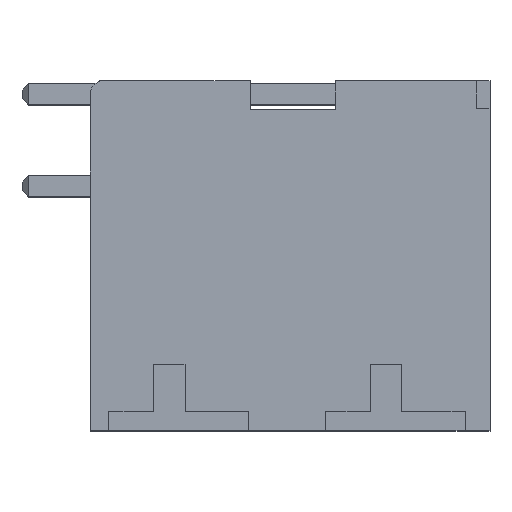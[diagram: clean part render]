
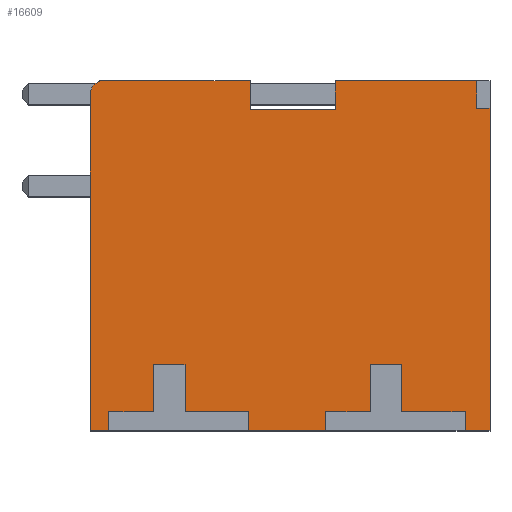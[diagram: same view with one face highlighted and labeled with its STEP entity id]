
A CAD part, top view. The second image highlights one B-rep face of the part: STEP entity #16609.
In plain terms, the highlighted planar face has unit normal (0, 0, 1).
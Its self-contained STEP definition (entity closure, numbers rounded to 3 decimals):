
#4138=DIRECTION('',(-1.,0.,0.));
#4139=VECTOR('',#4138,5.39);
#4140=CARTESIAN_POINT('',(11.703,13.3,33.7));
#4141=LINE('',#4140,#4139);
#4198=DIRECTION('',(0.,-1.,0.));
#4199=VECTOR('',#4198,1.092);
#4200=CARTESIAN_POINT('',(6.313,13.3,33.7));
#4201=LINE('',#4200,#4199);
#4262=DIRECTION('',(0.,1.,0.));
#4263=VECTOR('',#4262,1.092);
#4264=CARTESIAN_POINT('',(3.074,12.208,33.7));
#4265=LINE('',#4264,#4263);
#4398=DIRECTION('',(-1.,0.,0.));
#4399=VECTOR('',#4398,5.716);
#4400=CARTESIAN_POINT('',(3.074,13.3,33.7));
#4401=LINE('',#4400,#4399);
#4522=DIRECTION('',(0.,-1.,0.));
#4523=VECTOR('',#4522,0.02);
#4524=CARTESIAN_POINT('',(-2.641,13.3,33.7));
#4525=LINE('',#4524,#4523);
#5656=DIRECTION('',(-1.,0.,0.));
#5657=VECTOR('',#5656,3.238);
#5658=CARTESIAN_POINT('',(6.313,12.208,33.7));
#5659=LINE('',#5658,#5657);
#5660=DIRECTION('',(0.,1.,0.));
#5661=VECTOR('',#5660,0.7);
#5662=CARTESIAN_POINT('',(11.25,0.,33.7));
#5663=LINE('',#5662,#5661);
#5664=DIRECTION('',(1.,0.,0.));
#5665=VECTOR('',#5664,2.4);
#5666=CARTESIAN_POINT('',(8.85,0.7,33.7));
#5667=LINE('',#5666,#5665);
#5668=DIRECTION('',(0.,-1.,0.));
#5669=VECTOR('',#5668,1.8);
#5670=CARTESIAN_POINT('',(8.85,2.5,33.7));
#5671=LINE('',#5670,#5669);
#5672=DIRECTION('',(1.,0.,0.));
#5673=VECTOR('',#5672,1.2);
#5674=CARTESIAN_POINT('',(7.65,2.5,33.7));
#5675=LINE('',#5674,#5673);
#5676=DIRECTION('',(0.,1.,0.));
#5677=VECTOR('',#5676,1.8);
#5678=CARTESIAN_POINT('',(7.65,0.7,33.7));
#5679=LINE('',#5678,#5677);
#5680=DIRECTION('',(1.,0.,0.));
#5681=VECTOR('',#5680,1.7);
#5682=CARTESIAN_POINT('',(5.95,0.7,33.7));
#5683=LINE('',#5682,#5681);
#5684=DIRECTION('',(0.,1.,0.));
#5685=VECTOR('',#5684,0.7);
#5686=CARTESIAN_POINT('',(5.95,0.,33.7));
#5687=LINE('',#5686,#5685);
#5688=DIRECTION('',(-1.,0.,0.));
#5689=VECTOR('',#5688,2.95);
#5690=CARTESIAN_POINT('',(5.95,0.,33.7));
#5691=LINE('',#5690,#5689);
#5692=DIRECTION('',(0.,1.,0.));
#5693=VECTOR('',#5692,0.7);
#5694=CARTESIAN_POINT('',(3.,0.,33.7));
#5695=LINE('',#5694,#5693);
#5696=DIRECTION('',(1.,0.,0.));
#5697=VECTOR('',#5696,2.4);
#5698=CARTESIAN_POINT('',(0.6,0.7,33.7));
#5699=LINE('',#5698,#5697);
#5700=DIRECTION('',(0.,-1.,0.));
#5701=VECTOR('',#5700,1.8);
#5702=CARTESIAN_POINT('',(0.6,2.5,33.7));
#5703=LINE('',#5702,#5701);
#5704=DIRECTION('',(1.,0.,0.));
#5705=VECTOR('',#5704,1.2);
#5706=CARTESIAN_POINT('',(-0.6,2.5,33.7));
#5707=LINE('',#5706,#5705);
#5708=DIRECTION('',(0.,1.,0.));
#5709=VECTOR('',#5708,1.8);
#5710=CARTESIAN_POINT('',(-0.6,0.7,33.7));
#5711=LINE('',#5710,#5709);
#5712=DIRECTION('',(1.,0.,0.));
#5713=VECTOR('',#5712,1.7);
#5714=CARTESIAN_POINT('',(-2.3,0.7,33.7));
#5715=LINE('',#5714,#5713);
#5716=DIRECTION('',(0.,1.,0.));
#5717=VECTOR('',#5716,0.7);
#5718=CARTESIAN_POINT('',(-2.3,0.,33.7));
#5719=LINE('',#5718,#5717);
#5720=DIRECTION('',(-1.,0.,0.));
#5721=VECTOR('',#5720,0.7);
#5722=CARTESIAN_POINT('',(-2.3,0.,33.7));
#5723=LINE('',#5722,#5721);
#5724=DIRECTION('',(0.,1.,0.));
#5725=VECTOR('',#5724,12.8);
#5726=CARTESIAN_POINT('',(-3.,0.,33.7));
#5727=LINE('',#5726,#5725);
#5728=CARTESIAN_POINT('',(-2.5,12.8,33.7));
#5729=DIRECTION('',(0.,0.,-1.));
#5730=DIRECTION('',(-1.,0.,0.));
#5731=AXIS2_PLACEMENT_3D('',#5728,#5729,#5730);
#5733=DIRECTION('',(0.,-1.,0.));
#5734=VECTOR('',#5733,12.25);
#5735=CARTESIAN_POINT('',(12.2,12.25,33.7));
#5736=LINE('',#5735,#5734);
#5737=DIRECTION('',(-1.,0.,0.));
#5738=VECTOR('',#5737,0.95);
#5739=CARTESIAN_POINT('',(12.2,0.,33.7));
#5740=LINE('',#5739,#5738);
#5900=DIRECTION('',(0.,1.,0.));
#5901=VECTOR('',#5900,1.05);
#5902=CARTESIAN_POINT('',(11.703,12.25,33.7));
#5903=LINE('',#5902,#5901);
#5916=DIRECTION('',(-1.,0.,0.));
#5917=VECTOR('',#5916,0.497);
#5918=CARTESIAN_POINT('',(12.2,12.25,33.7));
#5919=LINE('',#5918,#5917);
#6238=CARTESIAN_POINT('',(-3.,0.,33.7));
#6239=VERTEX_POINT('',#6238);
#6320=CARTESIAN_POINT('',(12.2,12.25,33.7));
#6321=CARTESIAN_POINT('',(12.2,0.,33.7));
#6322=VERTEX_POINT('',#6320);
#6323=VERTEX_POINT('',#6321);
#6330=CARTESIAN_POINT('',(11.703,13.3,33.7));
#6331=VERTEX_POINT('',#6330);
#6332=CARTESIAN_POINT('',(6.313,13.3,33.7));
#6333=VERTEX_POINT('',#6332);
#6334=CARTESIAN_POINT('',(6.313,12.208,33.7));
#6335=VERTEX_POINT('',#6334);
#6344=CARTESIAN_POINT('',(3.074,12.208,33.7));
#6345=CARTESIAN_POINT('',(3.074,13.3,33.7));
#6346=VERTEX_POINT('',#6344);
#6347=VERTEX_POINT('',#6345);
#6356=CARTESIAN_POINT('',(-2.641,13.3,33.7));
#6357=VERTEX_POINT('',#6356);
#6358=CARTESIAN_POINT('',(-2.641,13.28,33.7));
#6359=VERTEX_POINT('',#6358);
#6388=CARTESIAN_POINT('',(-3.,12.8,33.7));
#6389=VERTEX_POINT('',#6388);
#6390=CARTESIAN_POINT('',(11.703,12.25,33.7));
#6391=VERTEX_POINT('',#6390);
#6634=CARTESIAN_POINT('',(11.25,0.7,33.7));
#6635=VERTEX_POINT('',#6634);
#6636=CARTESIAN_POINT('',(11.25,0.,33.7));
#6637=VERTEX_POINT('',#6636);
#6638=CARTESIAN_POINT('',(5.95,0.,33.7));
#6639=VERTEX_POINT('',#6638);
#6640=CARTESIAN_POINT('',(5.95,0.7,33.7));
#6641=VERTEX_POINT('',#6640);
#6642=CARTESIAN_POINT('',(7.65,0.7,33.7));
#6643=VERTEX_POINT('',#6642);
#6644=CARTESIAN_POINT('',(7.65,2.5,33.7));
#6645=VERTEX_POINT('',#6644);
#6646=CARTESIAN_POINT('',(8.85,2.5,33.7));
#6647=VERTEX_POINT('',#6646);
#6648=CARTESIAN_POINT('',(8.85,0.7,33.7));
#6649=VERTEX_POINT('',#6648);
#6650=CARTESIAN_POINT('',(3.,0.,33.7));
#6651=VERTEX_POINT('',#6650);
#6652=CARTESIAN_POINT('',(-2.3,0.,33.7));
#6653=VERTEX_POINT('',#6652);
#6654=CARTESIAN_POINT('',(-2.3,0.7,33.7));
#6655=VERTEX_POINT('',#6654);
#6656=CARTESIAN_POINT('',(-0.6,0.7,33.7));
#6657=VERTEX_POINT('',#6656);
#6658=CARTESIAN_POINT('',(-0.6,2.5,33.7));
#6659=VERTEX_POINT('',#6658);
#6660=CARTESIAN_POINT('',(0.6,2.5,33.7));
#6661=VERTEX_POINT('',#6660);
#6662=CARTESIAN_POINT('',(0.6,0.7,33.7));
#6663=VERTEX_POINT('',#6662);
#6664=CARTESIAN_POINT('',(3.,0.7,33.7));
#6665=VERTEX_POINT('',#6664);
#16556=CARTESIAN_POINT('',(0.,0.,33.7));
#16557=DIRECTION('',(0.,0.,1.));
#16558=DIRECTION('',(1.,0.,0.));
#16559=AXIS2_PLACEMENT_3D('',#16556,#16557,#16558);
#16560=PLANE('',#16559);
#16562=ORIENTED_EDGE('',*,*,#16561,.T.);
#16564=ORIENTED_EDGE('',*,*,#16563,.F.);
#16566=ORIENTED_EDGE('',*,*,#16565,.F.);
#16568=ORIENTED_EDGE('',*,*,#16567,.F.);
#16570=ORIENTED_EDGE('',*,*,#16569,.F.);
#16572=ORIENTED_EDGE('',*,*,#16571,.F.);
#16574=ORIENTED_EDGE('',*,*,#16573,.F.);
#16575=ORIENTED_EDGE('',*,*,#8261,.T.);
#16577=ORIENTED_EDGE('',*,*,#16576,.T.);
#16579=ORIENTED_EDGE('',*,*,#16578,.F.);
#16581=ORIENTED_EDGE('',*,*,#16580,.F.);
#16583=ORIENTED_EDGE('',*,*,#16582,.F.);
#16585=ORIENTED_EDGE('',*,*,#16584,.F.);
#16587=ORIENTED_EDGE('',*,*,#16586,.F.);
#16589=ORIENTED_EDGE('',*,*,#16588,.F.);
#16590=ORIENTED_EDGE('',*,*,#8253,.T.);
#16592=ORIENTED_EDGE('',*,*,#16591,.T.);
#16594=ORIENTED_EDGE('',*,*,#16593,.T.);
#16595=ORIENTED_EDGE('',*,*,#14636,.F.);
#16596=ORIENTED_EDGE('',*,*,#14606,.F.);
#16597=ORIENTED_EDGE('',*,*,#14337,.F.);
#16598=ORIENTED_EDGE('',*,*,#16551,.F.);
#16599=ORIENTED_EDGE('',*,*,#14215,.F.);
#16600=ORIENTED_EDGE('',*,*,#14200,.F.);
#16602=ORIENTED_EDGE('',*,*,#16601,.F.);
#16604=ORIENTED_EDGE('',*,*,#16603,.F.);
#16605=ORIENTED_EDGE('',*,*,#14128,.T.);
#16606=ORIENTED_EDGE('',*,*,#8269,.T.);
#16607=EDGE_LOOP('',(#16562,#16564,#16566,#16568,#16570,#16572,#16574,#16575,
#16577,#16579,#16581,#16583,#16585,#16587,#16589,#16590,#16592,#16594,#16595,
#16596,#16597,#16598,#16599,#16600,#16602,#16604,#16605,#16606));
#16608=FACE_OUTER_BOUND('',#16607,.F.);
#5732=CIRCLE('',#5731,0.5);
#8253=EDGE_CURVE('',#6653,#6239,#5723,.T.);
#8261=EDGE_CURVE('',#6639,#6651,#5691,.T.);
#8269=EDGE_CURVE('',#6323,#6637,#5740,.T.);
#14128=EDGE_CURVE('',#6322,#6323,#5736,.T.);
#14200=EDGE_CURVE('',#6331,#6333,#4141,.T.);
#14215=EDGE_CURVE('',#6333,#6335,#4201,.T.);
#14337=EDGE_CURVE('',#6346,#6347,#4265,.T.);
#14606=EDGE_CURVE('',#6347,#6357,#4401,.T.);
#14636=EDGE_CURVE('',#6357,#6359,#4525,.T.);
#16551=EDGE_CURVE('',#6335,#6346,#5659,.T.);
#16561=EDGE_CURVE('',#6637,#6635,#5663,.T.);
#16563=EDGE_CURVE('',#6649,#6635,#5667,.T.);
#16565=EDGE_CURVE('',#6647,#6649,#5671,.T.);
#16567=EDGE_CURVE('',#6645,#6647,#5675,.T.);
#16569=EDGE_CURVE('',#6643,#6645,#5679,.T.);
#16571=EDGE_CURVE('',#6641,#6643,#5683,.T.);
#16573=EDGE_CURVE('',#6639,#6641,#5687,.T.);
#16576=EDGE_CURVE('',#6651,#6665,#5695,.T.);
#16578=EDGE_CURVE('',#6663,#6665,#5699,.T.);
#16580=EDGE_CURVE('',#6661,#6663,#5703,.T.);
#16582=EDGE_CURVE('',#6659,#6661,#5707,.T.);
#16584=EDGE_CURVE('',#6657,#6659,#5711,.T.);
#16586=EDGE_CURVE('',#6655,#6657,#5715,.T.);
#16588=EDGE_CURVE('',#6653,#6655,#5719,.T.);
#16591=EDGE_CURVE('',#6239,#6389,#5727,.T.);
#16593=EDGE_CURVE('',#6389,#6359,#5732,.T.);
#16601=EDGE_CURVE('',#6391,#6331,#5903,.T.);
#16603=EDGE_CURVE('',#6322,#6391,#5919,.T.);
#16609=ADVANCED_FACE('',(#16608),#16560,.T.);
